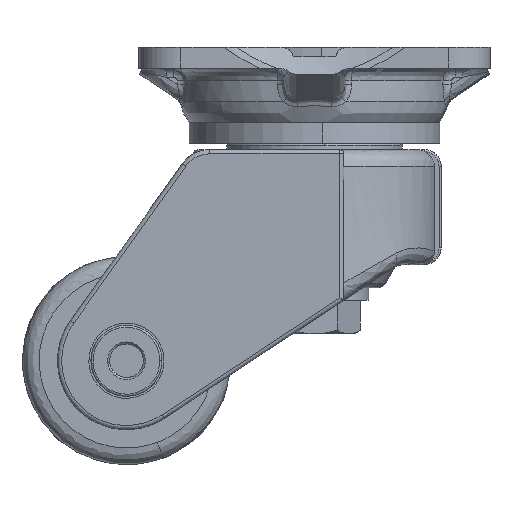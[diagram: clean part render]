
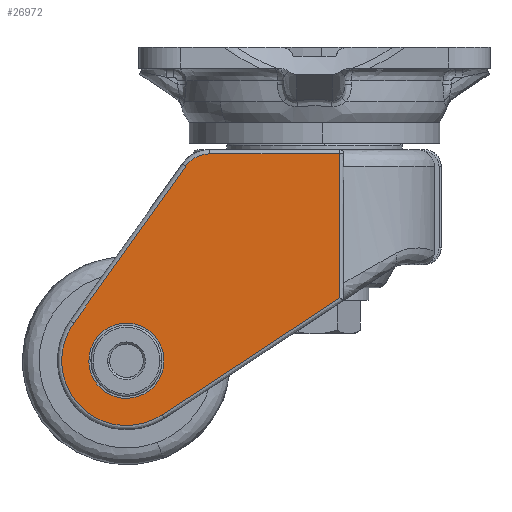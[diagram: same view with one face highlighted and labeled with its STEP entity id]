
A CAD part, front view. The second image highlights one B-rep face of the part: STEP entity #26972.
In plain terms, the highlighted free-form (B-spline) face has degree [1, 1] with [2, 2] control points.
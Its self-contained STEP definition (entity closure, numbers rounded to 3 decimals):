
#23303=CARTESIAN_POINT('',(-53.937,-30.0,-55.938));
#23304=VERTEX_POINT('',#23303);
#23310=CARTESIAN_POINT('',(-45.0,-30.0,-66.0));
#23311=VERTEX_POINT('',#23310);
#23312=CARTESIAN_POINT('',(-53.937,-30.,-55.938));
#23313=CARTESIAN_POINT('',(-54.0,-30.,-56.467));
#23314=CARTESIAN_POINT('',(-54.0,-30.0,-57.0));
#23315=CARTESIAN_POINT('',(-54.0,-30.,-66.0));
#23316=CARTESIAN_POINT('',(-45.0,-30.0,-66.0));
#23324=(BOUNDED_CURVE()B_SPLINE_CURVE(2,(#23312,#23313,#23314,#23315,#23316),.UNSPECIFIED.,.F.,.U.)B_SPLINE_CURVE_WITH_KNOTS((3,2,3),(0.23,0.25,0.5),.UNSPECIFIED.)CURVE()GEOMETRIC_REPRESENTATION_ITEM()RATIONAL_B_SPLINE_CURVE((0.956,0.976,1.0,0.707,1.0))REPRESENTATION_ITEM(''));
#23325=EDGE_CURVE('',#23304,#23311,#23324,.T.);
#23327=CARTESIAN_POINT('',(-36.017,-30.0,-57.549));
#23328=VERTEX_POINT('',#23327);
#23329=CARTESIAN_POINT('',(-45.0,-30.0,-66.0));
#23330=CARTESIAN_POINT('',(-36.534,-30.,-66.));
#23331=CARTESIAN_POINT('',(-36.017,-30.0,-57.549));
#23339=(BOUNDED_CURVE()B_SPLINE_CURVE(2,(#23329,#23330,#23331),.UNSPECIFIED.,.F.,.U.)B_SPLINE_CURVE_WITH_KNOTS((3,3),(0.5,0.739),.UNSPECIFIED.)CURVE()GEOMETRIC_REPRESENTATION_ITEM()RATIONAL_B_SPLINE_CURVE((1.0,0.72,0.976))REPRESENTATION_ITEM(''));
#23340=EDGE_CURVE('',#23311,#23328,#23339,.T.);
#23414=CARTESIAN_POINT('',(-45.0,-30.0,-48.0));
#23415=VERTEX_POINT('',#23414);
#23416=CARTESIAN_POINT('',(-36.017,-30.,-57.549));
#23417=CARTESIAN_POINT('',(-36.0,-30.,-57.275));
#23418=CARTESIAN_POINT('',(-36.0,-30.0,-57.0));
#23419=CARTESIAN_POINT('',(-36.0,-30.,-48.0));
#23420=CARTESIAN_POINT('',(-45.0,-30.0,-48.0));
#23428=(BOUNDED_CURVE()B_SPLINE_CURVE(2,(#23416,#23417,#23418,#23419,#23420),.UNSPECIFIED.,.F.,.U.)B_SPLINE_CURVE_WITH_KNOTS((3,2,3),(0.739,0.75,1.0),.UNSPECIFIED.)CURVE()GEOMETRIC_REPRESENTATION_ITEM()RATIONAL_B_SPLINE_CURVE((0.976,0.988,1.0,0.707,1.0))REPRESENTATION_ITEM(''));
#23429=EDGE_CURVE('',#23328,#23415,#23428,.T.);
#23431=CARTESIAN_POINT('',(-45.0,-30.0,-48.0));
#23432=CARTESIAN_POINT('',(-52.994,-30.0,-48.0));
#23433=CARTESIAN_POINT('',(-53.937,-30.,-55.938));
#23441=(BOUNDED_CURVE()B_SPLINE_CURVE(2,(#23431,#23432,#23433),.UNSPECIFIED.,.F.,.U.)B_SPLINE_CURVE_WITH_KNOTS((3,3),(0.0,0.23),.UNSPECIFIED.)CURVE()GEOMETRIC_REPRESENTATION_ITEM()RATIONAL_B_SPLINE_CURVE((1.0,0.731,0.956))REPRESENTATION_ITEM(''));
#23442=EDGE_CURVE('',#23415,#23304,#23441,.T.);
#26468=CARTESIAN_POINT('',(-57.614,-30.0,-47.993));
#26469=VERTEX_POINT('',#26468);
#26500=CARTESIAN_POINT('',(-36.477,-30.0,-69.947));
#26501=VERTEX_POINT('',#26500);
#26515=CARTESIAN_POINT('',(-36.477,-30.0,-69.947));
#26516=CARTESIAN_POINT('',(-47.234,-30.0,-77.028));
#26517=CARTESIAN_POINT('',(-56.166,-30.0,-67.75));
#26518=CARTESIAN_POINT('',(-65.098,-30.0,-58.473));
#26519=CARTESIAN_POINT('',(-57.614,-30.0,-47.993));
#26527=(BOUNDED_CURVE()B_SPLINE_CURVE(2,(#26515,#26516,#26517,#26518,#26519),.UNSPECIFIED.,.F.,.U.)B_SPLINE_CURVE_WITH_KNOTS((3,2,3),(0.0,0.5,1.0),.UNSPECIFIED.)CURVE()GEOMETRIC_REPRESENTATION_ITEM()RATIONAL_B_SPLINE_CURVE((1.0,0.769,1.0,0.769,1.0))REPRESENTATION_ITEM(''));
#26528=EDGE_CURVE('',#26501,#26469,#26527,.T.);
#26547=CARTESIAN_POINT('',(6.0,-30.0,-41.984));
#26548=VERTEX_POINT('',#26547);
#26562=CARTESIAN_POINT('',(6.0,-30.0,-41.984));
#26563=CARTESIAN_POINT('',(-36.477,-30.0,-69.947));
#26564=QUASI_UNIFORM_CURVE('',1,(#26562,#26563),.UNSPECIFIED.,.F.,.U.);
#26565=EDGE_CURVE('',#26548,#26501,#26564,.T.);
#26593=CARTESIAN_POINT('',(-30.793,-30.0,-10.432));
#26594=VERTEX_POINT('',#26593);
#26614=CARTESIAN_POINT('',(-57.614,-30.0,-47.993));
#26615=CARTESIAN_POINT('',(-30.793,-30.0,-10.432));
#26616=QUASI_UNIFORM_CURVE('',1,(#26614,#26615),.UNSPECIFIED.,.F.,.U.);
#26617=EDGE_CURVE('',#26469,#26594,#26616,.T.);
#26643=CARTESIAN_POINT('',(6.0,-30.0,-7.5));
#26644=VERTEX_POINT('',#26643);
#26658=CARTESIAN_POINT('',(6.0,-30.0,-7.5));
#26659=CARTESIAN_POINT('',(6.0,-30.0,-41.984));
#26660=QUASI_UNIFORM_CURVE('',1,(#26658,#26659),.UNSPECIFIED.,.F.,.U.);
#26661=EDGE_CURVE('',#26644,#26548,#26660,.T.);
#26687=CARTESIAN_POINT('',(-25.097,-30.0,-7.5));
#26688=VERTEX_POINT('',#26687);
#26716=CARTESIAN_POINT('',(-30.793,-30.0,-10.432));
#26717=CARTESIAN_POINT('',(-28.7,-30.,-7.5));
#26718=CARTESIAN_POINT('',(-25.097,-30.0,-7.5));
#26726=(BOUNDED_CURVE()B_SPLINE_CURVE(2,(#26716,#26717,#26718),.UNSPECIFIED.,.F.,.U.)CURVE()GEOMETRIC_REPRESENTATION_ITEM()QUASI_UNIFORM_CURVE()RATIONAL_B_SPLINE_CURVE((1.0,0.889,1.0))REPRESENTATION_ITEM(''));
#26727=EDGE_CURVE('',#26594,#26688,#26726,.T.);
#26803=CARTESIAN_POINT('',(-25.097,-30.0,-7.5));
#26804=CARTESIAN_POINT('',(6.0,-30.0,-7.5));
#26805=QUASI_UNIFORM_CURVE('',1,(#26803,#26804),.UNSPECIFIED.,.F.,.U.);
#26806=EDGE_CURVE('',#26688,#26644,#26805,.T.);
#26953=CARTESIAN_POINT('',(-63.816,-30.0,-4.254));
#26954=CARTESIAN_POINT('',(9.321,-30.0,-4.254));
#26955=CARTESIAN_POINT('',(-63.816,-30.0,-75.741));
#26956=CARTESIAN_POINT('',(9.321,-30.0,-75.741));
#26957=B_SPLINE_SURFACE_WITH_KNOTS('',1,1,((#26953,#26955),(#26954,#26956)),.UNSPECIFIED.,.F.,.F.,.U.,(2,2),(2,2),(0.0,73.137),(0.0,71.487),.UNSPECIFIED.);
#26958=ORIENTED_EDGE('',*,*,#26565,.F.);
#26959=ORIENTED_EDGE('',*,*,#26661,.F.);
#26960=ORIENTED_EDGE('',*,*,#26806,.F.);
#26961=ORIENTED_EDGE('',*,*,#26727,.F.);
#26962=ORIENTED_EDGE('',*,*,#26617,.F.);
#26963=ORIENTED_EDGE('',*,*,#26528,.F.);
#26964=EDGE_LOOP('',(#26958,#26959,#26960,#26961,#26962,#26963));
#26965=FACE_OUTER_BOUND('',#26964,.T.);
#26966=ORIENTED_EDGE('',*,*,#23340,.F.);
#26967=ORIENTED_EDGE('',*,*,#23325,.F.);
#26968=ORIENTED_EDGE('',*,*,#23442,.F.);
#26969=ORIENTED_EDGE('',*,*,#23429,.F.);
#26970=EDGE_LOOP('',(#26966,#26967,#26968,#26969));
#26971=FACE_BOUND('',#26970,.T.);
#26972=ADVANCED_FACE('',(#26965,#26971),#26957,.F.);
